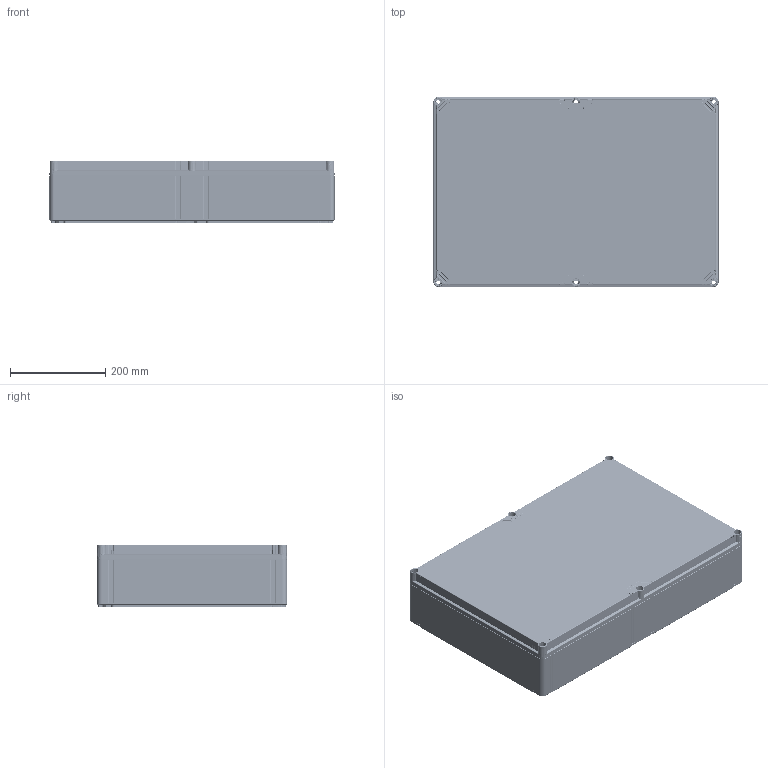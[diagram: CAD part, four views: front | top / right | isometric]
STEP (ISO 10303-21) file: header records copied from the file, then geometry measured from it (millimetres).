
FILE_DESCRIPTION((''),'2;1');
FILE_NAME('OPCP406013G_ASM','2010-04-19T',('pasi_koskela'),(''),'PRO/ENGINEER BY PARAMETRIC TECHNOLOGY CORPORATION, 2008250','PRO/ENGINEER BY PARAMETRIC TECHNOLOGY CORPORATION, 2008250','');
FILE_SCHEMA(('AUTOMOTIVE_DESIGN_CC2 { 1 2 10303 214 -1 1 5 2 }'));
Products named in the file (3): OPCP406010B; OPCG406003L; OPCP406013G_ASM
Assembly tree (2 placements, depth 2):
  OPCP406013G_ASM
    OPCP406010B
    OPCG406003L
Bounding box: 600 x 400 x 132 mm (x, y, z)
Volume: 3136725.9 mm3; surface area: 1662114.3 mm2
Topology: 2 solids, 2 shells, 6481 faces, 16136 edges, 9915 vertices
Faces by surface type: plane 2409, cylinder 1572, cone 1000, torus 952, bspline 495, sphere 53
Entity records: 276199 total; most frequent: CARTESIAN_POINT 76583, ORIENTED_EDGE 32242, DIRECTION 30929, PRESENTATION_STYLE_ASSIGNMENT 16123, STYLED_ITEM 16123, CURVE_STYLE 16121, EDGE_CURVE 16121, AXIS2_PLACEMENT_3D 11396
